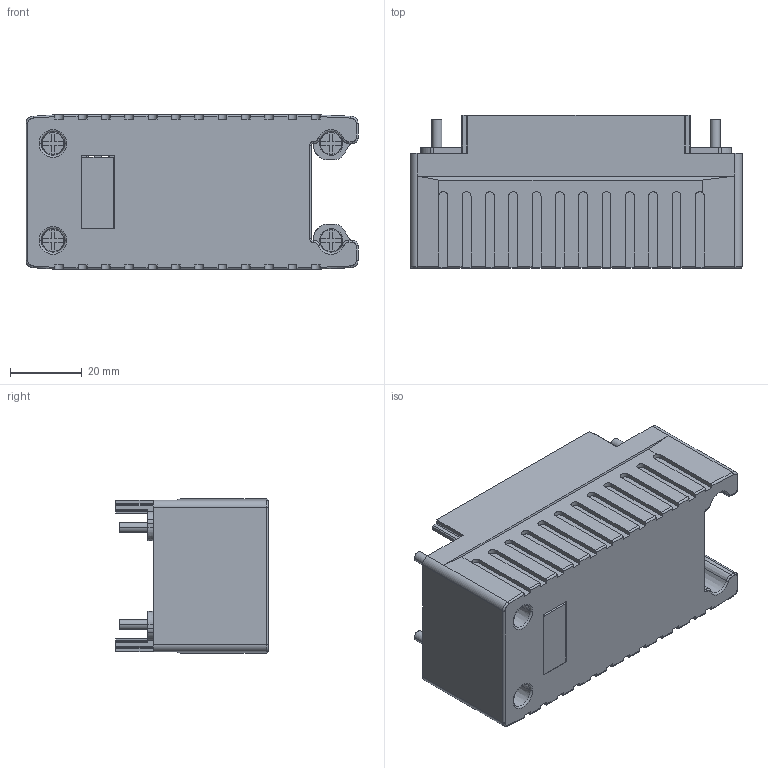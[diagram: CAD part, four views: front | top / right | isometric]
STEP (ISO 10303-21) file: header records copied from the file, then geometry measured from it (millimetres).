
FILE_DESCRIPTION((''),'2;1');
FILE_NAME('16B-CV_ASM','2017-09-22T',('tl.yang'),(''),'PRO/ENGINEER BY PARAMETRIC TECHNOLOGY CORPORATION, 2011500','PRO/ENGINEER BY PARAMETRIC TECHNOLOGY CORPORATION, 2011500','');
FILE_SCHEMA(('CONFIG_CONTROL_DESIGN'));
Length unit declared in the file: millimetre
Products named in the file (4): 0; M3X20; CP-H1; 16B-CV_ASM
Assembly tree (6 placements, depth 2):
  16B-CV_ASM
    0
    M3X20  x4
    CP-H1
Bounding box: 92.5 x 42.6 x 43 mm (x, y, z)
Volume: 36942.5 mm3; surface area: 32560.2 mm2
Topology: 6 solids, 6 shells, 556 faces, 1553 edges, 1012 vertices
Faces by surface type: plane 345, cylinder 146, cone 32, torus 18, bspline 9, sphere 6
Entity records: 16600 total; most frequent: CARTESIAN_POINT 3361, ORIENTED_EDGE 2818, DIRECTION 2706, EDGE_CURVE 1409, VECTOR 1002, LINE 1002, VERTEX_POINT 916, AXIS2_PLACEMENT_3D 852
